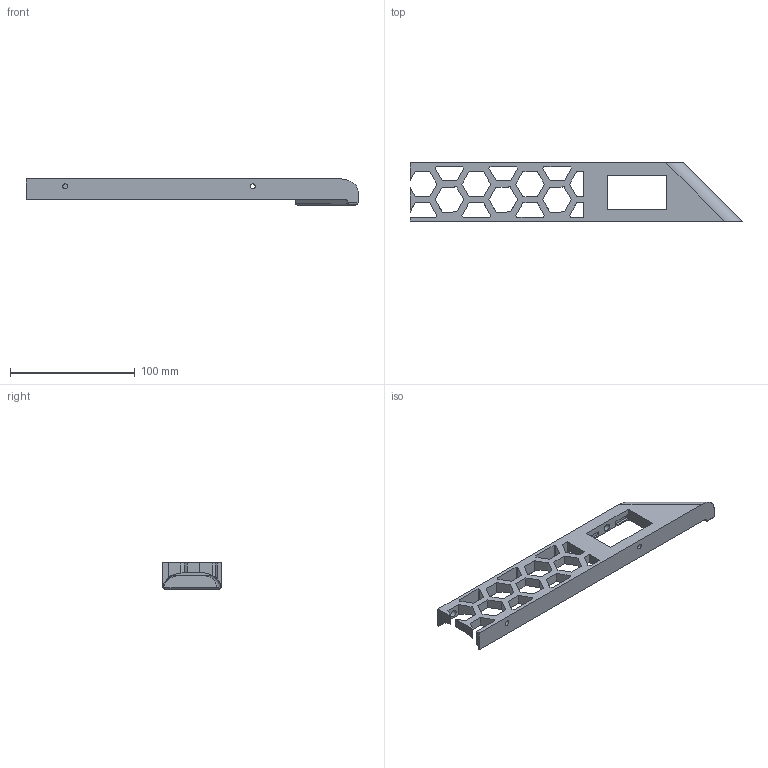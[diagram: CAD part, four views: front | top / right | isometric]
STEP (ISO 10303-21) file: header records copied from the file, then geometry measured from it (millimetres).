
FILE_DESCRIPTION(/* description */ (''),/* implementation_level */ '2;1');
FILE_NAME(/* name */ 'Back-Hcomb-Left IEC v2.step',/* time_stamp */ '2021-06-30T09:14:05+01:00',/* author */ (''),/* organization */ (''),/* preprocessor_version */ 'ST-DEVELOPER v18.1',/* originating_system */ 'Autodesk Translation Framework v10.9.0.1377',/* authorisation */ '');
FILE_SCHEMA (('AUTOMOTIVE_DESIGN { 1 0 10303 214 3 1 1 }'));
Length unit declared in the file: millimetre
Products named in the file (1): Back-Hcomb-Left IEC
Bounding box: 265.86 x 46.8 x 21 mm (x, y, z)
Volume: 66801.3 mm3; surface area: 34601.6 mm2
Topology: 1 solids, 1 shells, 152 faces, 421 edges, 281 vertices
Faces by surface type: plane 134, cylinder 11, bspline 7
Full cylindrical faces by diameter (mm): 4 x4, 6 x4
Entity records: 7756 total; most frequent: CARTESIAN_POINT 3951, ORIENTED_EDGE 842, DIRECTION 634, EDGE_CURVE 421, LINE 300, VECTOR 300, VERTEX_POINT 281, EDGE_LOOP 196
